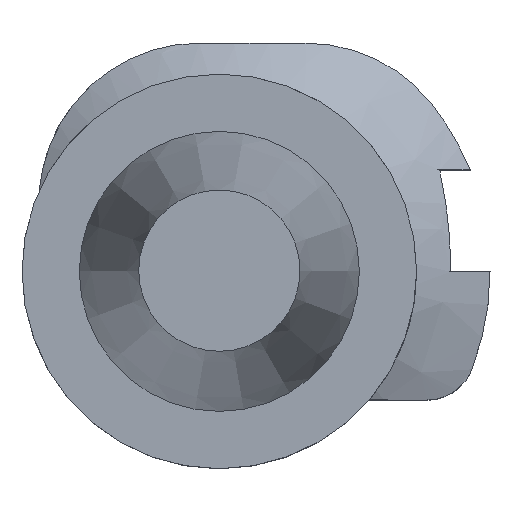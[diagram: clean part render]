
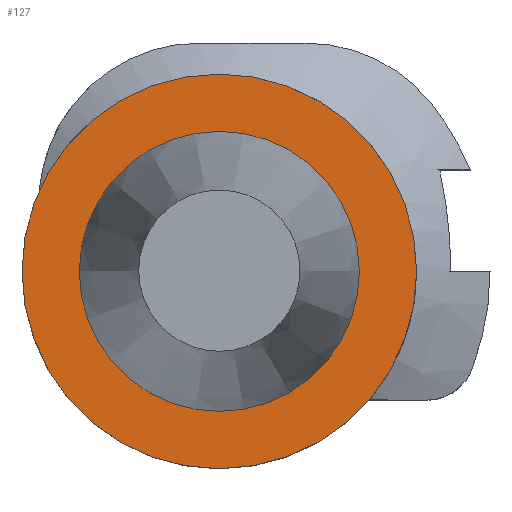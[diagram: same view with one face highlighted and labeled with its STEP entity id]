
A CAD part, top view. The second image highlights one B-rep face of the part: STEP entity #127.
In plain terms, the highlighted planar face has unit normal (0, 0, 1).
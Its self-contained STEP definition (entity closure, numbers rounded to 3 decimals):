
#127=ADVANCED_FACE('Unnamed[1]',(#371,#372),#373,.T.);
#261=EDGE_CURVE('Unnamed[1]',#567,#567,#568,.T.);
#299=EDGE_CURVE('Unnamed[1]',#616,#616,#617,.T.);
#371=FACE_OUTER_BOUND('',#692,.T.);
#372=FACE_BOUND('',#693,.T.);
#373=PLANE('',#694);
#567=VERTEX_POINT('',#1059);
#568=CIRCLE('',#1060,34.925);
#616=VERTEX_POINT('',#1127);
#617=CIRCLE('',#1128,49.213);
#692=EDGE_LOOP('',(#1241));
#693=EDGE_LOOP('',(#1242));
#694=AXIS2_PLACEMENT_3D('',#1243,#1244,#1245);
#1059=CARTESIAN_POINT('',(34.925,0.,-1.5));
#1060=AXIS2_PLACEMENT_3D('',#1435,#1436,#1437);
#1127=CARTESIAN_POINT('',(49.213,0.,-1.5));
#1128=AXIS2_PLACEMENT_3D('',#1509,#1510,#1511);
#1241=ORIENTED_EDGE('',*,*,#299,.F.);
#1242=ORIENTED_EDGE('',*,*,#261,.T.);
#1243=CARTESIAN_POINT('',(42.069,0.,-1.5));
#1244=DIRECTION('',(0.,0.,1.0));
#1245=DIRECTION('',(-1.0,0.,0.));
#1435=CARTESIAN_POINT('',(0.,0.,-1.5));
#1436=DIRECTION('',(0.,0.,-1.0));
#1437=DIRECTION('',(1.0,0.,0.));
#1509=CARTESIAN_POINT('',(0.,0.,-1.5));
#1510=DIRECTION('',(0.,0.,-1.0));
#1511=DIRECTION('',(1.0,0.,0.));
